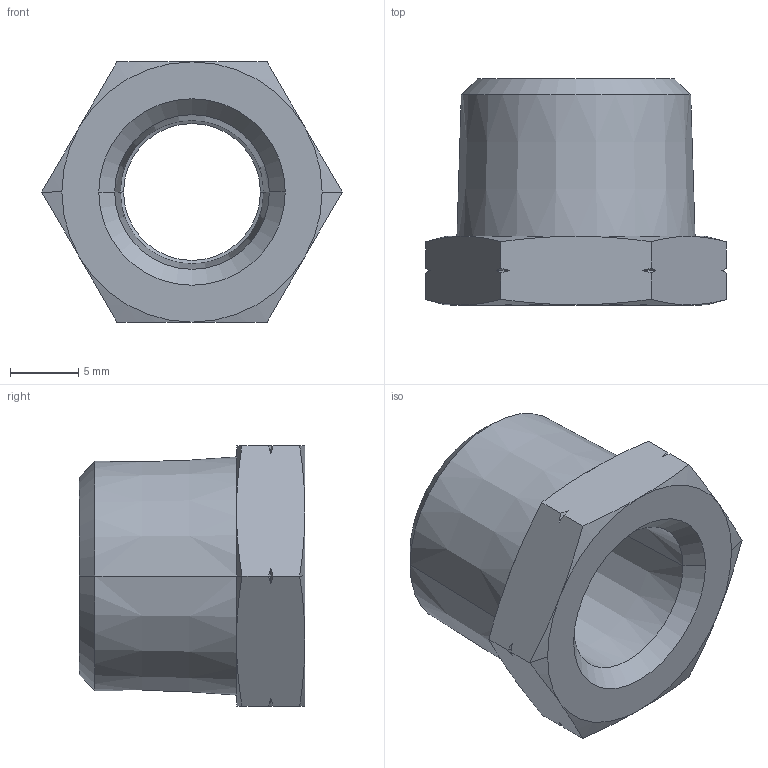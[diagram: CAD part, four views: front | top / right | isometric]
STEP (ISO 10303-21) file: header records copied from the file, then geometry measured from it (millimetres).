
FILE_DESCRIPTION(('STEP AP214'),'1');
FILE_NAME('1872_18_14.stp','2016-07-07T14:19:52',('TraceParts'),('TraceParts S.A.'),'Spatial InterOp 3D',' ',' ');
FILE_SCHEMA(('automotive_design'));
Length unit declared in the file: millimetre
Products named in the file (1): Solide1
Bounding box: 21.94 x 16.5 x 19 mm (x, y, z)
Volume: 2610.2 mm3; surface area: 1863 mm2
Topology: 1 solids, 1 shells, 53 faces, 120 edges, 70 vertices
Faces by surface type: cone 42, plane 9, cylinder 2
Entity records: 1954 total; most frequent: CARTESIAN_POINT 412, ORIENTED_EDGE 240, DIRECTION 220, EDGE_CURVE 120, AXIS2_PLACEMENT_3D 94, VERTEX_POINT 70, EDGE_LOOP 56, STYLED_ITEM 54
